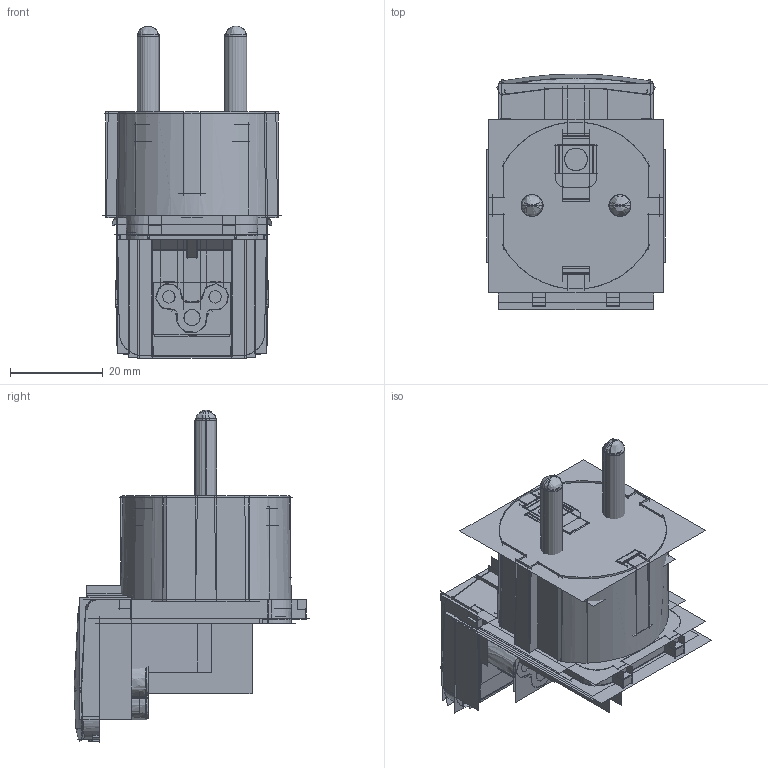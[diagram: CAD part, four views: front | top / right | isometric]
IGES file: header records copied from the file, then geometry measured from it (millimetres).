
Start section:  PTC IGES file: R-EU-3.igs
Global section: file name: R-EU-3.igs; native system: Pro/ENGINEER by Parametric Technology Corporation; preprocessor: 2010280; author: Administrator; organization: Unknown; date: 20180425.153228; units: millimetre
Bounding box: 38.48 x 50.98 x 71.72 mm (x, y, z)
Volume: 69632.9 mm3; surface area: 352065.7 mm2
Topology: 16 solids, 17 shells, 1692 faces, 8887 edges, 11433 vertices
Faces by surface type: bspline 1200, revolution 478, extrusion 14
